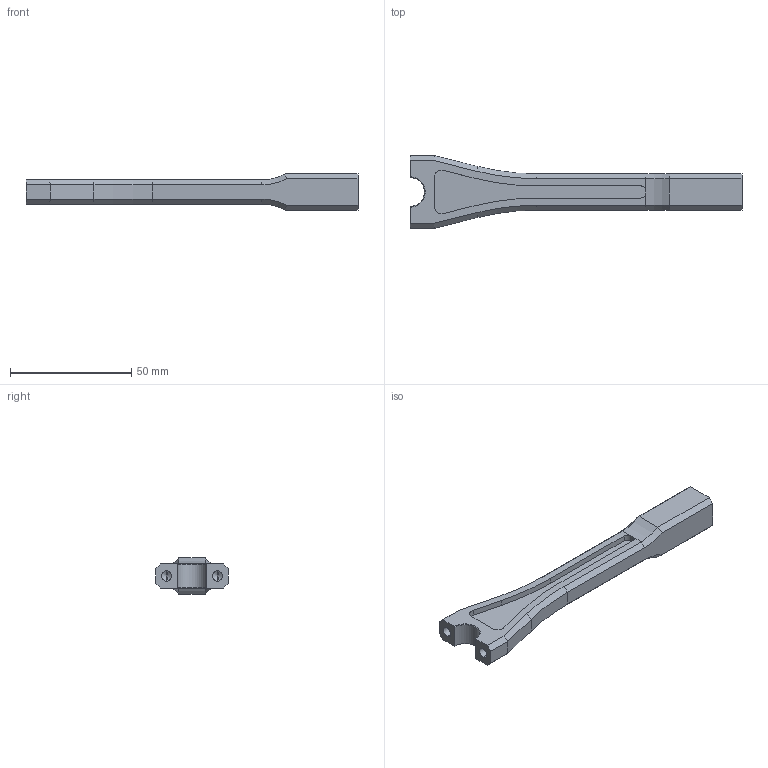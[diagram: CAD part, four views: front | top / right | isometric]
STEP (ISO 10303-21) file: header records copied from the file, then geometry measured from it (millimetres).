
FILE_DESCRIPTION (( 'STEP AP214' ), '1' );
FILE_NAME ('K4-BIELLE VILLEBREQUIN.STEP', '2022-05-23T19:27:14', ( '' ), ( '' ), 'SwSTEP 2.0', 'SolidWorks 2021', '' );
FILE_SCHEMA (( 'AUTOMOTIVE_DESIGN' ));
Length unit declared in the file: millimetre
Products named in the file (1): K4-BIELLE VILLEBREQUIN
Bounding box: 137 x 30 x 15 mm (x, y, z)
Volume: 19486.8 mm3; surface area: 10113.8 mm2
Topology: 1 solids, 1 shells, 83 faces, 213 edges, 129 vertices
Faces by surface type: plane 43, cylinder 23, cone 17
Entity records: 2547 total; most frequent: CARTESIAN_POINT 432, DIRECTION 429, ORIENTED_EDGE 414, EDGE_CURVE 207, VECTOR 145, LINE 145, AXIS2_PLACEMENT_3D 142, VERTEX_POINT 129
